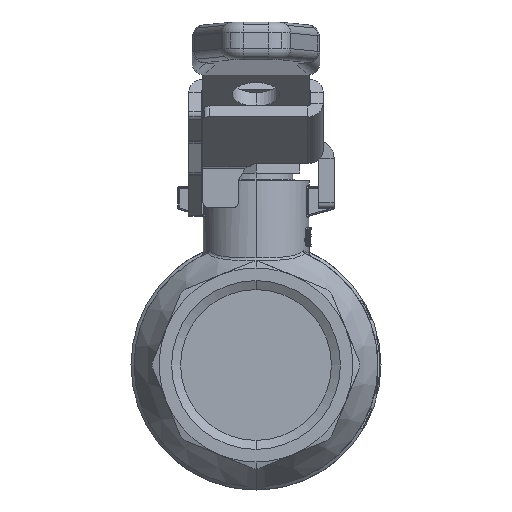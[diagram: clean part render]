
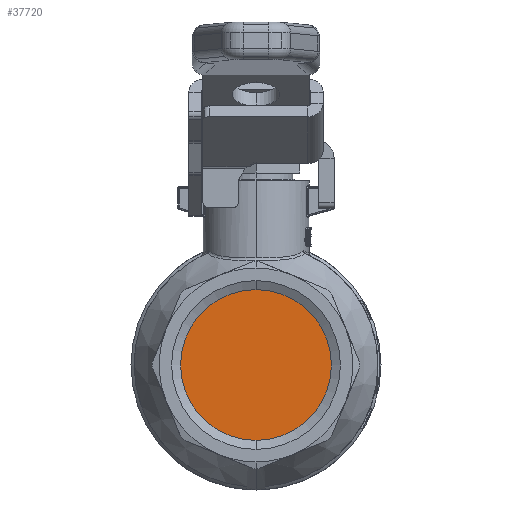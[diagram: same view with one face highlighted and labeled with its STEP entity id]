
A CAD part, front view. The second image highlights one B-rep face of the part: STEP entity #37720.
In plain terms, the highlighted planar face has unit normal (0, -1, 0).
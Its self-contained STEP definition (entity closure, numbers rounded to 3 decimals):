
#9349=CARTESIAN_POINT('',(-0.,-17.5,-12.059));
#9350=VERTEX_POINT('',#9349);
#9359=CARTESIAN_POINT('',(-0.,-17.5,12.059));
#9360=VERTEX_POINT('',#9359);
#9361=CARTESIAN_POINT('',(-0.,-17.5,0.));
#9362=DIRECTION('',(0.,1.,-0.));
#9363=DIRECTION('',(0.,-0.,-1.));
#9364=AXIS2_PLACEMENT_3D('',#9361,#9362,#9363);
#9365=CIRCLE('',#9364,12.059);
#9366=EDGE_CURVE('',#9350,#9360,#9365,.T.);
#37701=CARTESIAN_POINT('',(-0.,-17.5,0.));
#37702=DIRECTION('',(0.,1.,-0.));
#37703=DIRECTION('',(0.,-0.,-1.));
#37704=AXIS2_PLACEMENT_3D('',#37701,#37702,#37703);
#37705=CIRCLE('',#37704,12.059);
#37706=EDGE_CURVE('',#9360,#9350,#37705,.T.);
#37711=CARTESIAN_POINT('',(-0.,-17.5,-9.5));
#37712=DIRECTION('',(0.,1.,-0.));
#37713=DIRECTION('',(0.,0.,1.));
#37714=AXIS2_PLACEMENT_3D('',#37711,#37712,#37713);
#37715=PLANE('',#37714);
#37716=ORIENTED_EDGE('',*,*,#37706,.F.);
#37717=ORIENTED_EDGE('',*,*,#9366,.F.);
#37718=EDGE_LOOP('',(#37716,#37717));
#37719=FACE_BOUND('',#37718,.T.);
#37720=ADVANCED_FACE('',(#37719),#37715,.F.);
